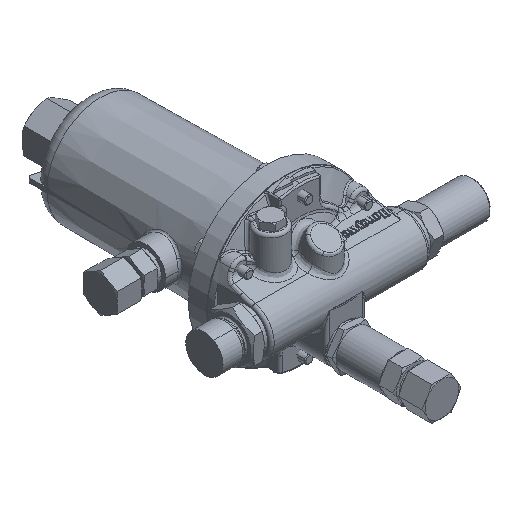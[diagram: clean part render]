
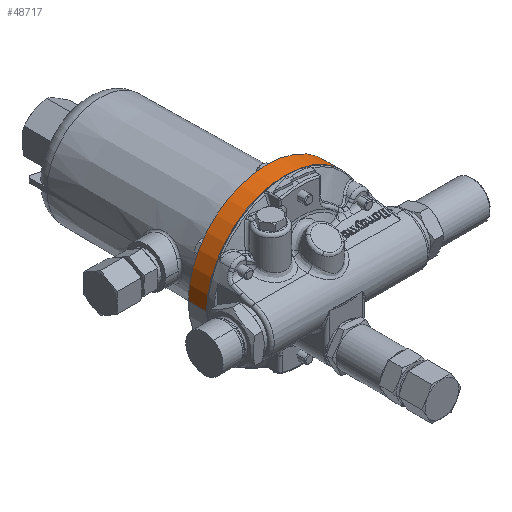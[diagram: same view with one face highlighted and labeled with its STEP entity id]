
A CAD part, isometric view. The second image highlights one B-rep face of the part: STEP entity #48717.
In plain terms, the highlighted cylindrical face has radius 56 mm (diameter 112 mm), a partial arc.
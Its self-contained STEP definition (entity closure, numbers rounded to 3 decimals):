
#304 = CARTESIAN_POINT ( 'NONE',  ( 56., 38., 0. ) ) ;
#538 = ORIENTED_EDGE ( 'NONE', *, *, #51470, .F. ) ;
#1185 = VERTEX_POINT ( 'NONE', #33662 ) ;
#6621 = EDGE_LOOP ( 'NONE', ( #538, #8926, #19684, #31608 ) ) ;
#8926 = ORIENTED_EDGE ( 'NONE', *, *, #51381, .T. ) ;
#9481 = FACE_OUTER_BOUND ( 'NONE', #6621, .T. ) ;
#9614 = CARTESIAN_POINT ( 'NONE',  ( -56., 25., 0. ) ) ;
#9867 = LINE ( 'NONE', #39700, #20006 ) ;
#11346 = CARTESIAN_POINT ( 'NONE',  ( 0., 38., 0. ) ) ;
#11745 = LINE ( 'NONE', #24241, #52377 ) ;
#12401 = DIRECTION ( 'NONE',  ( 0., -1., 0. ) ) ;
#15106 = DIRECTION ( 'NONE',  ( 0., -1., 0. ) ) ;
#16137 = DIRECTION ( 'NONE',  ( -1., 0., 0. ) ) ;
#17432 = CIRCLE ( 'NONE', #22486, 56. ) ;
#19403 = AXIS2_PLACEMENT_3D ( 'NONE', #46771, #23001, #22657 ) ;
#19684 = ORIENTED_EDGE ( 'NONE', *, *, #30887, .T. ) ;
#20006 = VECTOR ( 'NONE', #15106, 1000. ) ;
#22486 = AXIS2_PLACEMENT_3D ( 'NONE', #11346, #39684, #16137 ) ;
#22657 = DIRECTION ( 'NONE',  ( -1., 0., 0. ) ) ;
#22718 = AXIS2_PLACEMENT_3D ( 'NONE', #49744, #45320, #41937 ) ;
#23001 = DIRECTION ( 'NONE',  ( 0., -1., 0. ) ) ;
#23371 = CIRCLE ( 'NONE', #19403, 56. ) ;
#23761 = VERTEX_POINT ( 'NONE', #9614 ) ;
#24241 = CARTESIAN_POINT ( 'NONE',  ( 56., -19.56, 0. ) ) ;
#24427 = VERTEX_POINT ( 'NONE', #45523 ) ;
#26618 = CYLINDRICAL_SURFACE ( 'NONE', #22718, 56. ) ;
#30887 = EDGE_CURVE ( 'NONE', #1185, #23761, #9867, .T. ) ;
#31608 = ORIENTED_EDGE ( 'NONE', *, *, #50288, .F. ) ;
#33662 = CARTESIAN_POINT ( 'NONE',  ( -56., 38., 0. ) ) ;
#36441 = VERTEX_POINT ( 'NONE', #304 ) ;
#39684 = DIRECTION ( 'NONE',  ( 0., -1., 0. ) ) ;
#39700 = CARTESIAN_POINT ( 'NONE',  ( -56., -19.56, 0. ) ) ;
#41937 = DIRECTION ( 'NONE',  ( -1., 0., 0. ) ) ;
#45320 = DIRECTION ( 'NONE',  ( 0., -1., 0. ) ) ;
#45523 = CARTESIAN_POINT ( 'NONE',  ( 56., 25., 0. ) ) ;
#46771 = CARTESIAN_POINT ( 'NONE',  ( 0., 25., 0. ) ) ;
#48717 = ADVANCED_FACE ( 'Defeature ausgef�hrt1_3', ( #9481 ), #26618, .T. ) ;
#49744 = CARTESIAN_POINT ( 'NONE',  ( 0., -19.56, 0. ) ) ;
#50288 = EDGE_CURVE ( 'Defeature ausgef�hrt1_0+Defeature ausgef�hrt1_3+Defeature ausgef�hrt1_3+Defeature ausgef�hrt1_3', #24427, #23761, #23371, .T. ) ;
#51381 = EDGE_CURVE ( 'Defeature ausgef�hrt1_3+Defeature ausgef�hrt1_8+Defeature ausgef�hrt1_8+Defeature ausgef�hrt1_8', #36441, #1185, #17432, .T. ) ;
#51470 = EDGE_CURVE ( 'NONE', #36441, #24427, #11745, .T. ) ;
#52377 = VECTOR ( 'NONE', #12401, 1000. ) ;
